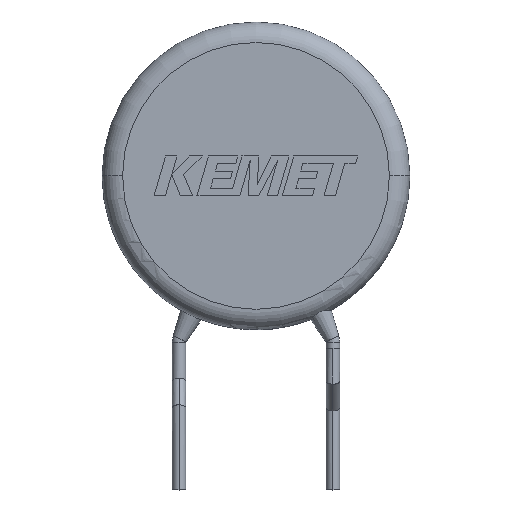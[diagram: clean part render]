
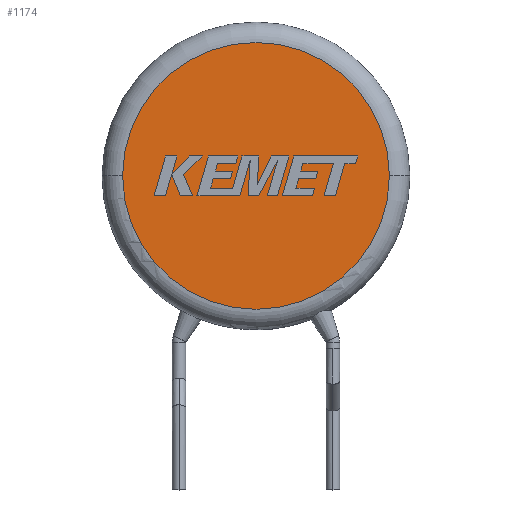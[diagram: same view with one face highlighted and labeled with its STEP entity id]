
A CAD part, top view. The second image highlights one B-rep face of the part: STEP entity #1174.
In plain terms, the highlighted planar face has unit normal (0, 0, 1).
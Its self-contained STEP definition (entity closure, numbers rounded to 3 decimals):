
#246 = ORIENTED_EDGE ( 'NONE', *, *, #3648, .T. ) ;
#371 = DIRECTION ( 'NONE',  ( 0., 0., 1. ) ) ;
#565 = CIRCLE ( 'NONE', #3175, 6.5 ) ;
#774 = CARTESIAN_POINT ( 'NONE',  ( 6.5, 0., 5. ) ) ;
#1074 = PLANE ( 'NONE',  #1273 ) ;
#1174 = ADVANCED_FACE ( 'NONE', ( #3814 ), #1074, .T. ) ;
#1273 = AXIS2_PLACEMENT_3D ( 'NONE', #3969, #2017, #3380 ) ;
#1374 = DIRECTION ( 'NONE',  ( 1., 0., 0. ) ) ;
#1492 = DIRECTION ( 'NONE',  ( 1., 0., 0. ) ) ;
#1493 = ORIENTED_EDGE ( 'NONE', *, *, #1624, .T. ) ;
#1624 = EDGE_CURVE ( 'NONE', #1745, #2376, #2519, .T. ) ;
#1745 = VERTEX_POINT ( 'NONE', #3515 ) ;
#2017 = DIRECTION ( 'NONE',  ( 0., 0., 1. ) ) ;
#2349 = CARTESIAN_POINT ( 'NONE',  ( 0., 0., 5. ) ) ;
#2376 = VERTEX_POINT ( 'NONE', #774 ) ;
#2488 = CARTESIAN_POINT ( 'NONE',  ( 0., 0., 5. ) ) ;
#2519 = CIRCLE ( 'NONE', #3778, 6.5 ) ;
#3147 = DIRECTION ( 'NONE',  ( 0., 0., 1. ) ) ;
#3175 = AXIS2_PLACEMENT_3D ( 'NONE', #2349, #371, #1374 ) ;
#3380 = DIRECTION ( 'NONE',  ( 1., 0., 0. ) ) ;
#3515 = CARTESIAN_POINT ( 'NONE',  ( -6.5, 0., 5. ) ) ;
#3648 = EDGE_CURVE ( 'NONE', #2376, #1745, #565, .T. ) ;
#3778 = AXIS2_PLACEMENT_3D ( 'NONE', #2488, #3147, #1492 ) ;
#3814 = FACE_OUTER_BOUND ( 'NONE', #4057, .T. ) ;
#3969 = CARTESIAN_POINT ( 'NONE',  ( 0., 0., 5. ) ) ;
#4057 = EDGE_LOOP ( 'NONE', ( #246, #1493 ) ) ;
